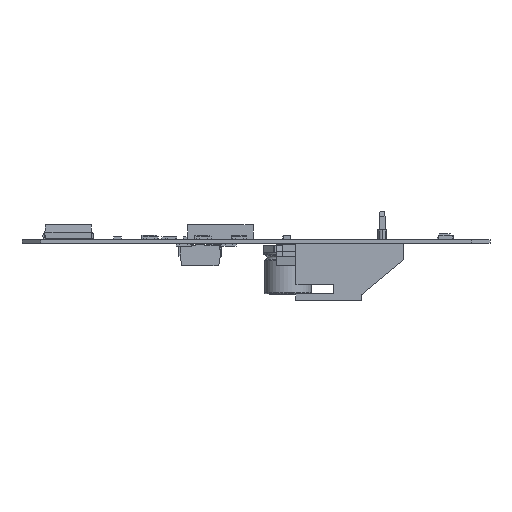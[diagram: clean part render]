
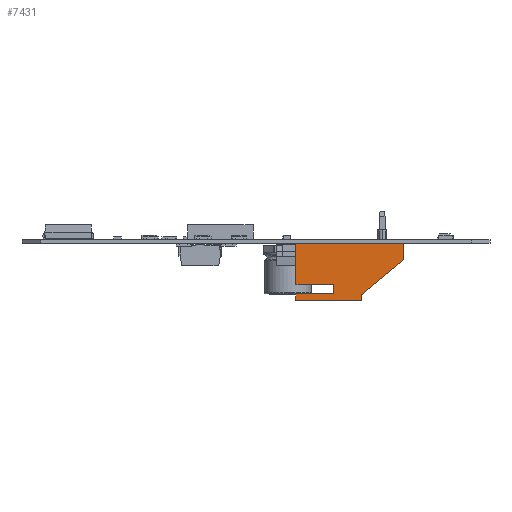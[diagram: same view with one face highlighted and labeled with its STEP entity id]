
A CAD part, left-side view. The second image highlights one B-rep face of the part: STEP entity #7431.
In plain terms, the highlighted face is planar.
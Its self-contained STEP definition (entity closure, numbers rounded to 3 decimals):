
#7213 = EDGE_CURVE('',#7214,#7216,#7218,.T.);
#7214 = VERTEX_POINT('',#7215);
#7215 = CARTESIAN_POINT('',(3.7,7.,6.1));
#7216 = VERTEX_POINT('',#7217);
#7217 = CARTESIAN_POINT('',(3.7,7.,5.4));
#7218 = LINE('',#7219,#7220);
#7219 = CARTESIAN_POINT('',(3.7,7.,0.));
#7220 = VECTOR('',#7221,1.);
#7221 = DIRECTION('',(0.,0.,-1.));
#7336 = VERTEX_POINT('',#7337);
#7337 = CARTESIAN_POINT('',(3.7,7.,4.4));
#7343 = EDGE_CURVE('',#7336,#7344,#7346,.T.);
#7344 = VERTEX_POINT('',#7345);
#7345 = CARTESIAN_POINT('',(3.7,7.,0.));
#7346 = LINE('',#7347,#7348);
#7347 = CARTESIAN_POINT('',(3.7,7.,0.));
#7348 = VECTOR('',#7349,1.);
#7349 = DIRECTION('',(0.,0.,-1.));
#7431 = ADVANCED_FACE('',(#7432),#7496,.F.);
#7432 = FACE_BOUND('',#7433,.T.);
#7433 = EDGE_LOOP('',(#7434,#7442,#7443,#7451,#7459,#7467,#7475,#7481,
    #7482,#7490));
#7434 = ORIENTED_EDGE('',*,*,#7435,.F.);
#7435 = EDGE_CURVE('',#7216,#7436,#7438,.T.);
#7436 = VERTEX_POINT('',#7437);
#7437 = CARTESIAN_POINT('',(3.7,3.,5.4));
#7438 = LINE('',#7439,#7440);
#7439 = CARTESIAN_POINT('',(3.7,7.,5.4));
#7440 = VECTOR('',#7441,1.);
#7441 = DIRECTION('',(0.,-1.,0.));
#7442 = ORIENTED_EDGE('',*,*,#7213,.F.);
#7443 = ORIENTED_EDGE('',*,*,#7444,.T.);
#7444 = EDGE_CURVE('',#7214,#7445,#7447,.T.);
#7445 = VERTEX_POINT('',#7446);
#7446 = CARTESIAN_POINT('',(3.7,0.,6.1));
#7447 = LINE('',#7448,#7449);
#7448 = CARTESIAN_POINT('',(3.7,7.,6.1));
#7449 = VECTOR('',#7450,1.);
#7450 = DIRECTION('',(0.,-1.,0.));
#7451 = ORIENTED_EDGE('',*,*,#7452,.T.);
#7452 = EDGE_CURVE('',#7445,#7453,#7455,.T.);
#7453 = VERTEX_POINT('',#7454);
#7454 = CARTESIAN_POINT('',(3.7,0.,5.5));
#7455 = LINE('',#7456,#7457);
#7456 = CARTESIAN_POINT('',(3.7,0.,0.));
#7457 = VECTOR('',#7458,1.);
#7458 = DIRECTION('',(0.,0.,-1.));
#7459 = ORIENTED_EDGE('',*,*,#7460,.T.);
#7460 = EDGE_CURVE('',#7453,#7461,#7463,.T.);
#7461 = VERTEX_POINT('',#7462);
#7462 = CARTESIAN_POINT('',(3.7,-4.5,1.75));
#7463 = LINE('',#7464,#7465);
#7464 = CARTESIAN_POINT('',(3.7,0.,5.5));
#7465 = VECTOR('',#7466,1.);
#7466 = DIRECTION('',(0.,-0.768,-0.64));
#7467 = ORIENTED_EDGE('',*,*,#7468,.T.);
#7468 = EDGE_CURVE('',#7461,#7469,#7471,.T.);
#7469 = VERTEX_POINT('',#7470);
#7470 = CARTESIAN_POINT('',(3.7,-4.5,0.));
#7471 = LINE('',#7472,#7473);
#7472 = CARTESIAN_POINT('',(3.7,-4.5,1.75));
#7473 = VECTOR('',#7474,1.);
#7474 = DIRECTION('',(0.,0.,-1.));
#7475 = ORIENTED_EDGE('',*,*,#7476,.F.);
#7476 = EDGE_CURVE('',#7344,#7469,#7477,.T.);
#7477 = LINE('',#7478,#7479);
#7478 = CARTESIAN_POINT('',(3.7,7.,0.));
#7479 = VECTOR('',#7480,1.);
#7480 = DIRECTION('',(0.,-1.,0.));
#7481 = ORIENTED_EDGE('',*,*,#7343,.F.);
#7482 = ORIENTED_EDGE('',*,*,#7483,.F.);
#7483 = EDGE_CURVE('',#7484,#7336,#7486,.T.);
#7484 = VERTEX_POINT('',#7485);
#7485 = CARTESIAN_POINT('',(3.7,3.,4.4));
#7486 = LINE('',#7487,#7488);
#7487 = CARTESIAN_POINT('',(3.7,7.,4.4));
#7488 = VECTOR('',#7489,1.);
#7489 = DIRECTION('',(0.,1.,0.));
#7490 = ORIENTED_EDGE('',*,*,#7491,.F.);
#7491 = EDGE_CURVE('',#7436,#7484,#7492,.T.);
#7492 = LINE('',#7493,#7494);
#7493 = CARTESIAN_POINT('',(3.7,3.,0.));
#7494 = VECTOR('',#7495,1.);
#7495 = DIRECTION('',(0.,0.,-1.));
#7496 = PLANE('',#7497);
#7497 = AXIS2_PLACEMENT_3D('',#7498,#7499,#7500);
#7498 = CARTESIAN_POINT('',(3.7,7.,0.));
#7499 = DIRECTION('',(-1.,0.,0.));
#7500 = DIRECTION('',(0.,0.,1.));
